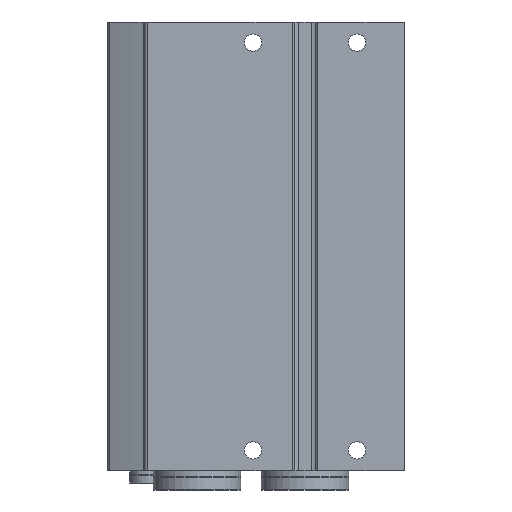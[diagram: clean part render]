
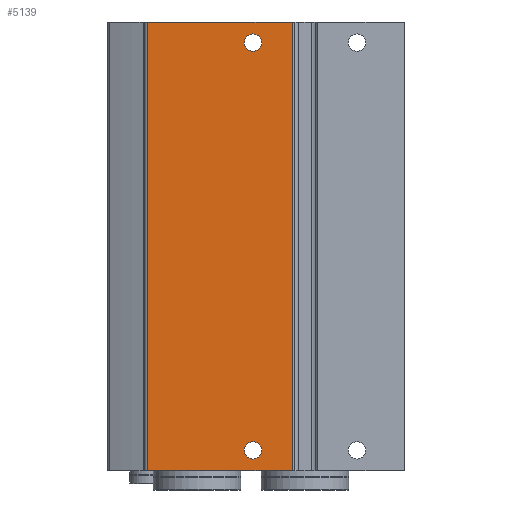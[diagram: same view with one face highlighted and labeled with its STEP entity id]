
A CAD part, front view. The second image highlights one B-rep face of the part: STEP entity #5139.
In plain terms, the highlighted planar face has unit normal (0, -1, 0).
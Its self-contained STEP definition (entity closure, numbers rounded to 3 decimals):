
#191=PLANE('',#5568);
#370=CIRCLE('',#5569,3.15);
#371=CIRCLE('',#5570,3.15);
#728=ORIENTED_EDGE('',*,*,#2072,.F.);
#729=ORIENTED_EDGE('',*,*,#2073,.F.);
#730=ORIENTED_EDGE('',*,*,#2074,.F.);
#731=ORIENTED_EDGE('',*,*,#2071,.F.);
#732=ORIENTED_EDGE('',*,*,#2075,.T.);
#733=ORIENTED_EDGE('',*,*,#2076,.T.);
#2071=EDGE_CURVE('',#2740,#2739,#3233,.T.);
#2072=EDGE_CURVE('',#2741,#2741,#370,.T.);
#2073=EDGE_CURVE('',#2742,#2742,#371,.T.);
#2074=EDGE_CURVE('',#2739,#2743,#3234,.T.);
#2075=EDGE_CURVE('',#2740,#2744,#3235,.T.);
#2076=EDGE_CURVE('',#2744,#2743,#3236,.T.);
#2739=VERTEX_POINT('',#8129);
#2740=VERTEX_POINT('',#8131);
#2741=VERTEX_POINT('',#8135);
#2742=VERTEX_POINT('',#8137);
#2743=VERTEX_POINT('',#8139);
#2744=VERTEX_POINT('',#8141);
#3233=LINE('',#8132,#3588);
#3234=LINE('',#8138,#3589);
#3235=LINE('',#8140,#3590);
#3236=LINE('',#8142,#3591);
#3588=VECTOR('',#6266,1000.);
#3589=VECTOR('',#6273,1000.);
#3590=VECTOR('',#6274,1000.);
#3591=VECTOR('',#6275,1000.);
#3949=EDGE_LOOP('',(#728));
#3950=EDGE_LOOP('',(#729));
#3951=EDGE_LOOP('',(#730,#731,#732,#733));
#4490=FACE_BOUND('',#3949,.T.);
#4491=FACE_BOUND('',#3950,.T.);
#4492=FACE_BOUND('',#3951,.T.);
#5139=ADVANCED_FACE('',(#4490,#4491,#4492),#191,.T.);
#5568=AXIS2_PLACEMENT_3D('',#8133,#6267,#6268);
#5569=AXIS2_PLACEMENT_3D('',#8134,#6269,#6270);
#5570=AXIS2_PLACEMENT_3D('',#8136,#6271,#6272);
#6266=DIRECTION('',(0.,0.,1.));
#6267=DIRECTION('',(0.,-1.,0.));
#6268=DIRECTION('',(0.,0.,-1.));
#6269=DIRECTION('',(0.,-1.,0.));
#6270=DIRECTION('',(0.,0.,-1.));
#6271=DIRECTION('',(0.,-1.,0.));
#6272=DIRECTION('',(0.,0.,-1.));
#6273=DIRECTION('',(1.,0.,0.));
#6274=DIRECTION('',(1.,0.,0.));
#6275=DIRECTION('',(0.,0.,1.));
#8129=CARTESIAN_POINT('',(-57.5,0.,0.));
#8131=CARTESIAN_POINT('',(-57.5,0.,-164.));
#8132=CARTESIAN_POINT('',(-57.5,0.,-164.));
#8133=CARTESIAN_POINT('',(-57.5,0.,-164.));
#8134=CARTESIAN_POINT('',(-19.,0.,-156.5));
#8135=CARTESIAN_POINT('',(-19.,0.,-159.65));
#8136=CARTESIAN_POINT('',(-19.,0.,-7.5));
#8137=CARTESIAN_POINT('',(-19.,0.,-10.65));
#8138=CARTESIAN_POINT('',(-57.5,0.,0.));
#8139=CARTESIAN_POINT('',(-4.7,0.,0.));
#8140=CARTESIAN_POINT('',(-57.5,0.,-164.));
#8141=CARTESIAN_POINT('',(-4.7,0.,-164.));
#8142=CARTESIAN_POINT('',(-4.7,0.,-164.));
